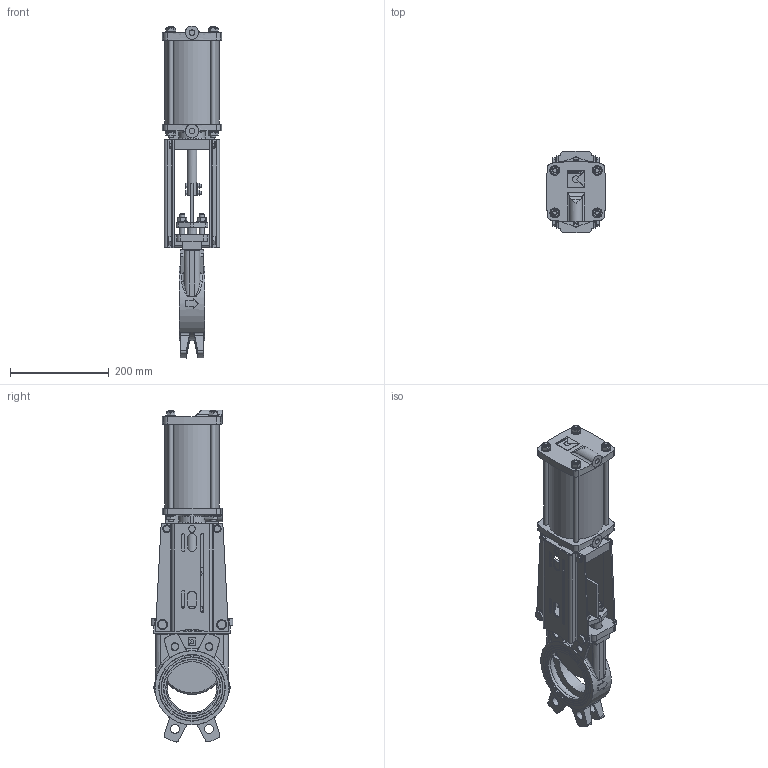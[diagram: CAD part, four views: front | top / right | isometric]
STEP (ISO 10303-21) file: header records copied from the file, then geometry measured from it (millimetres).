
FILE_DESCRIPTION(/* description */ (''),/* implementation_level */ '2;1');
FILE_NAME(/* name */ 'WGP16N-DN100_105802.step',/* time_stamp */ '2025-07-11T10:27:14+02:00',/* author */ (''),/* organization */ (''),/* preprocessor_version */ 'ST-DEVELOPER v20.1',/* originating_system */ 'Autodesk Translation Framework v14.10.0.0',/* authorisation */ '');
FILE_SCHEMA (('AUTOMOTIVE_DESIGN { 1 0 10303 214 3 1 1 }'));
Length unit declared in the file: millimetre
Products named in the file (23): WGP16N-DN100_105802; WGS-BO-GG-SOF-100-K; WGS-KN-XXX-100; WGS-GL-GG-100; DIN 835  (Regelgewinde) M10 x 40; DIN 934  (Regelgewinde) - ersetzt durch DIN EN 24 032 M10; WGS-BR-CS-B-100; WGS-BR-CS-F-100; DIN 931-1  (Regelgewinde) - ersetzt durch DIN EN 24 014 M10 x 15; DIN 125-1  B B 10.5; DIN 125-1  B B 8.4; DIN 934  (Regelgewinde) - ersetzt durch DIN EN 24 032 M8; DIN 931-1  (Regelgewinde) - ersetzt durch DIN EN 24 014 M8 x 90; WGS-ST-PD-100B; WGS-CO-PD-AL-101-K; WGS-PL-PD-AL-101-K; DIN 127 - zurückgezogen A 6; DIN 934  (Regelgewinde) - ersetzt durch DIN EN 24 032 M6; DIN 933  (Regelgewinde) - ersetzt durch DIN EN 24 017 M6  x 28; WGS-ZY-AL-100-100; WGS-ZB-ST-100; DIN 125-1  B B 10.5 (1); DIN 934  (Regelgewinde) - ersetzt durch DIN EN 24 032 M10 (1)
Assembly tree (63 placements, depth 2):
  WGP16N-DN100_105802
    WGS-BO-GG-SOF-100-K
    WGS-KN-XXX-100
    WGS-GL-GG-100
    DIN 835  (Regelgewinde) M10 x 40  x4
    DIN 125-1  B B 10.5  x8
    DIN 934  (Regelgewinde) - ersetzt durch DIN EN 24 032 M10  x4
    WGS-BR-CS-B-100
    WGS-BR-CS-F-100
    DIN 931-1  (Regelgewinde) - ersetzt durch DIN EN 24 014 M10 x 15  x4
    DIN 125-1  B B 8.4  x4
    DIN 934  (Regelgewinde) - ersetzt durch DIN EN 24 032 M8  x2
    DIN 931-1  (Regelgewinde) - ersetzt durch DIN EN 24 014 M8 x 90  x2
    WGS-ST-PD-100B
    WGS-CO-PD-AL-101-K
    WGS-PL-PD-AL-101-K
    DIN 127 - zurückgezogen A 6  x2
    DIN 934  (Regelgewinde) - ersetzt durch DIN EN 24 032 M6  x2
    DIN 933  (Regelgewinde) - ersetzt durch DIN EN 24 017 M6  x 28  x2
    WGS-ZY-AL-100-100
    WGS-ZB-ST-100  x4
    DIN 125-1  B B 10.5 (1)  x8
    DIN 934  (Regelgewinde) - ersetzt durch DIN EN 24 032 M10 (1)  x8
Bounding box: 121.27 x 166 x 672.21 mm (x, y, z)
Volume: 2535120.4 mm3; surface area: 749505.1 mm2
Topology: 63 solids, 63 shells, 1510 faces, 3666 edges, 2369 vertices
Faces by surface type: plane 778, cylinder 342, cone 216, bspline 141, torus 29, sphere 4
Full cylindrical faces by diameter (mm): 3.242 x3, 4.917 x2, 5.459 x2, 6 x2, 6.2 x4, 6.25 x2, 6.647 x2, 8 x2, 8.25 x2, 8.376 x20, 8.4 x4, 8.5 x6, 8.7 x2, 10 x12, 10.5 x20, 11 x8, 11.445 x2, 11.6 x2, 13.835 x4, 14 x1, 15.6 x4, 16 x5, 16.2 x1, 18 x4, 20 x17, 21.5 x1, 30 x1, 40 x1, 47.1 x1, 74 x2
Entity records: 37759 total; most frequent: CARTESIAN_POINT 9921, ORIENTED_EDGE 5780, DIRECTION 5279, EDGE_CURVE 2890, VERTEX_POINT 1892, AXIS2_PLACEMENT_3D 1800, LINE 1679, VECTOR 1679
